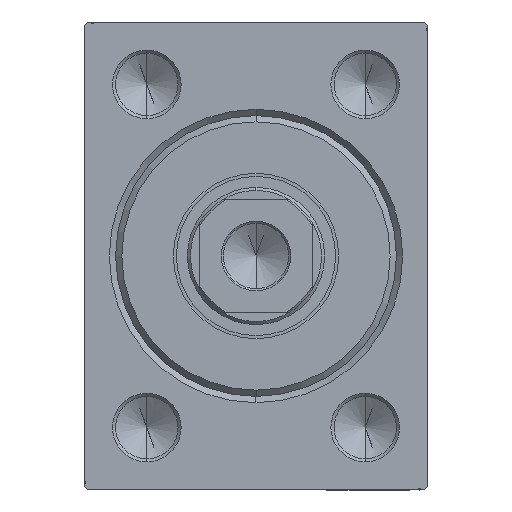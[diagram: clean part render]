
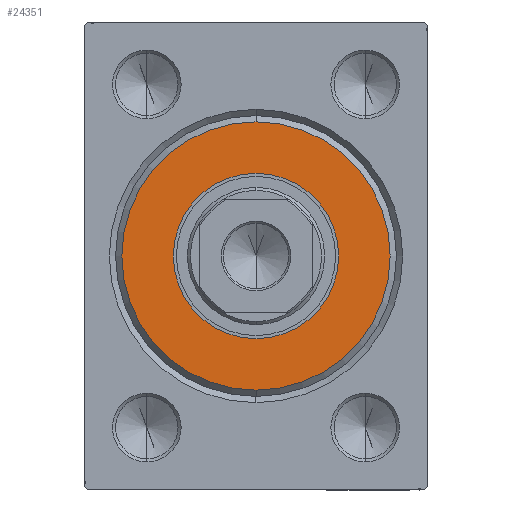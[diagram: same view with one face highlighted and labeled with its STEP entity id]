
A CAD part, left-side view. The second image highlights one B-rep face of the part: STEP entity #24351.
In plain terms, the highlighted face is planar.
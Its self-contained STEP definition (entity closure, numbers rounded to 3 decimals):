
#891 = VERTEX_POINT ( 'NONE', #39535 ) ;
#1880 = CARTESIAN_POINT ( 'NONE',  ( 3., 0., -21.5 ) ) ;
#2352 = EDGE_CURVE ( 'NONE', #3095, #44152, #26395, .T. ) ;
#3095 = VERTEX_POINT ( 'NONE', #40621 ) ;
#4115 = CIRCLE ( 'NONE', #19220, 21.5 ) ;
#4760 = AXIS2_PLACEMENT_3D ( 'NONE', #12620, #36696, #29722 ) ;
#6321 = FACE_OUTER_BOUND ( 'NONE', #32473, .T. ) ;
#7466 = CARTESIAN_POINT ( 'NONE',  ( 3., 0., 0. ) ) ;
#7948 = EDGE_CURVE ( 'NONE', #44152, #3095, #4115, .T. ) ;
#8473 = AXIS2_PLACEMENT_3D ( 'NONE', #32740, #8901, #22382 ) ;
#8645 = EDGE_LOOP ( 'NONE', ( #40303, #17620 ) ) ;
#8901 = DIRECTION ( 'NONE',  ( 1., 0., 0. ) ) ;
#12620 = CARTESIAN_POINT ( 'NONE',  ( 3., 0., 0. ) ) ;
#13400 = CARTESIAN_POINT ( 'NONE',  ( 3., 0., 0. ) ) ;
#14787 = VERTEX_POINT ( 'NONE', #38908 ) ;
#16877 = FACE_BOUND ( 'NONE', #8645, .T. ) ;
#17620 = ORIENTED_EDGE ( 'NONE', *, *, #41602, .F. ) ;
#19220 = AXIS2_PLACEMENT_3D ( 'NONE', #13400, #30950, #44036 ) ;
#19895 = AXIS2_PLACEMENT_3D ( 'NONE', #7466, #41689, #38507 ) ;
#22382 = DIRECTION ( 'NONE',  ( 0., 0., -1. ) ) ;
#23182 = DIRECTION ( 'NONE',  ( 1., 0., 0. ) ) ;
#23637 = DIRECTION ( 'NONE',  ( 0., 0., -1. ) ) ;
#24149 = CIRCLE ( 'NONE', #4760, 13.25 ) ;
#24351 = ADVANCED_FACE ( 'NONE', ( #6321, #16877 ), #30605, .T. ) ;
#26395 = CIRCLE ( 'NONE', #19895, 21.5 ) ;
#26794 = CARTESIAN_POINT ( 'NONE',  ( 3., 0., 0. ) ) ;
#29722 = DIRECTION ( 'NONE',  ( 0., 0., -1. ) ) ;
#30605 = PLANE ( 'NONE',  #33274 ) ;
#30950 = DIRECTION ( 'NONE',  ( 1., 0., 0. ) ) ;
#30952 = ORIENTED_EDGE ( 'NONE', *, *, #2352, .T. ) ;
#32473 = EDGE_LOOP ( 'NONE', ( #30952, #44375 ) ) ;
#32676 = EDGE_CURVE ( 'NONE', #14787, #891, #24149, .T. ) ;
#32740 = CARTESIAN_POINT ( 'NONE',  ( 3., 0., 0. ) ) ;
#33274 = AXIS2_PLACEMENT_3D ( 'NONE', #26794, #23182, #23637 ) ;
#36696 = DIRECTION ( 'NONE',  ( 1., 0., 0. ) ) ;
#38507 = DIRECTION ( 'NONE',  ( 0., 0., -1. ) ) ;
#38908 = CARTESIAN_POINT ( 'NONE',  ( 3., 0., -13.25 ) ) ;
#39535 = CARTESIAN_POINT ( 'NONE',  ( 3., 0., 13.25 ) ) ;
#40303 = ORIENTED_EDGE ( 'NONE', *, *, #32676, .F. ) ;
#40621 = CARTESIAN_POINT ( 'NONE',  ( 3., 0., 21.5 ) ) ;
#41576 = CIRCLE ( 'NONE', #8473, 13.25 ) ;
#41602 = EDGE_CURVE ( 'NONE', #891, #14787, #41576, .T. ) ;
#41689 = DIRECTION ( 'NONE',  ( 1., 0., 0. ) ) ;
#44036 = DIRECTION ( 'NONE',  ( 0., 0., -1. ) ) ;
#44152 = VERTEX_POINT ( 'NONE', #1880 ) ;
#44375 = ORIENTED_EDGE ( 'NONE', *, *, #7948, .T. ) ;
